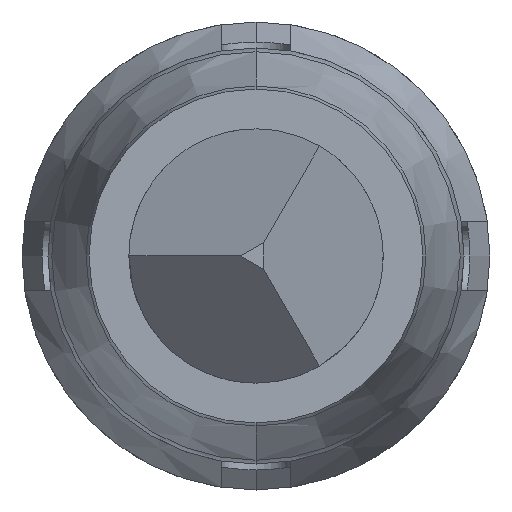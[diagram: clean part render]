
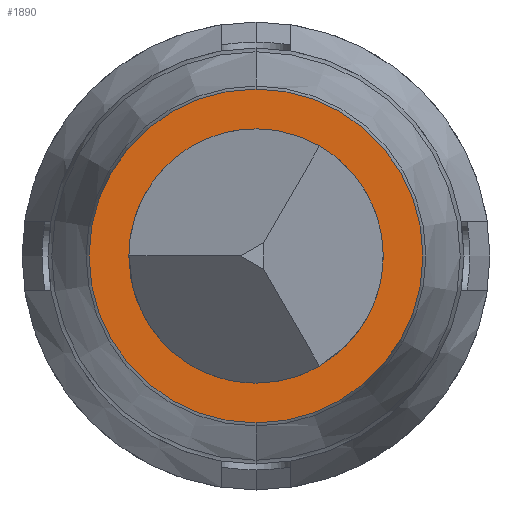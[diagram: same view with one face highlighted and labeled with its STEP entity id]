
A CAD part, front view. The second image highlights one B-rep face of the part: STEP entity #1890.
In plain terms, the highlighted planar face has unit normal (0, -1, 0).
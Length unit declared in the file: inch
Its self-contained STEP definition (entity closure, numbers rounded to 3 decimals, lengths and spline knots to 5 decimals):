
#28 = CARTESIAN_POINT ( 'NONE',  ( 0., 0.15, 0. ) ) ;
#225 = CARTESIAN_POINT ( 'NONE',  ( 0., 0.15, 0. ) ) ;
#415 = EDGE_LOOP ( 'NONE', ( #3616, #1924 ) ) ;
#461 = CIRCLE ( 'NONE', #1601, 0.01445 ) ;
#523 = EDGE_LOOP ( 'NONE', ( #1100, #1722 ) ) ;
#545 = CIRCLE ( 'NONE', #2806, 0.01445 ) ;
#1053 = DIRECTION ( 'NONE',  ( 0., 0., 1. ) ) ;
#1064 = FACE_OUTER_BOUND ( 'NONE', #523, .T. ) ;
#1069 = FACE_BOUND ( 'NONE', #415, .T. ) ;
#1100 = ORIENTED_EDGE ( 'NONE', *, *, #1979, .F. ) ;
#1134 = VERTEX_POINT ( 'NONE', #4269 ) ;
#1540 = AXIS2_PLACEMENT_3D ( 'NONE', #225, #1628, #1608 ) ;
#1552 = EDGE_CURVE ( 'NONE', #2138, #3124, #545, .T. ) ;
#1601 = AXIS2_PLACEMENT_3D ( 'NONE', #3669, #3653, #3631 ) ;
#1608 = DIRECTION ( 'NONE',  ( 0., 0., 1. ) ) ;
#1628 = DIRECTION ( 'NONE',  ( 0., 1., 0. ) ) ;
#1689 = DIRECTION ( 'NONE',  ( 0., 0., -1. ) ) ;
#1706 = DIRECTION ( 'NONE',  ( 0., -1., 0. ) ) ;
#1721 = CARTESIAN_POINT ( 'NONE',  ( -0.01445, 0.15, 0. ) ) ;
#1722 = ORIENTED_EDGE ( 'NONE', *, *, #1552, .F. ) ;
#1782 = DIRECTION ( 'NONE',  ( 0., 1., 0. ) ) ;
#1890 = ADVANCED_FACE ( 'NONE', ( #1069, #1064 ), #2347, .T. ) ;
#1897 = AXIS2_PLACEMENT_3D ( 'NONE', #1721, #1706, #1689 ) ;
#1924 = ORIENTED_EDGE ( 'NONE', *, *, #2593, .T. ) ;
#1962 = CIRCLE ( 'NONE', #1540, 0.011 ) ;
#1979 = EDGE_CURVE ( 'NONE', #3124, #2138, #461, .T. ) ;
#2033 = CARTESIAN_POINT ( 'NONE',  ( 0., 0.15, -0.01445 ) ) ;
#2129 = EDGE_CURVE ( 'NONE', #1134, #3635, #1962, .T. ) ;
#2138 = VERTEX_POINT ( 'NONE', #2033 ) ;
#2347 = PLANE ( 'NONE',  #1897 ) ;
#2593 = EDGE_CURVE ( 'NONE', #3635, #1134, #3363, .T. ) ;
#2806 = AXIS2_PLACEMENT_3D ( 'NONE', #3438, #3424, #3414 ) ;
#3124 = VERTEX_POINT ( 'NONE', #3840 ) ;
#3363 = CIRCLE ( 'NONE', #4257, 0.011 ) ;
#3414 = DIRECTION ( 'NONE',  ( 0., 0., 1. ) ) ;
#3424 = DIRECTION ( 'NONE',  ( 0., 1., 0. ) ) ;
#3438 = CARTESIAN_POINT ( 'NONE',  ( 0., 0.15, 0. ) ) ;
#3616 = ORIENTED_EDGE ( 'NONE', *, *, #2129, .T. ) ;
#3631 = DIRECTION ( 'NONE',  ( 0., 0., 1. ) ) ;
#3635 = VERTEX_POINT ( 'NONE', #4040 ) ;
#3653 = DIRECTION ( 'NONE',  ( 0., 1., 0. ) ) ;
#3669 = CARTESIAN_POINT ( 'NONE',  ( 0., 0.15, 0. ) ) ;
#3840 = CARTESIAN_POINT ( 'NONE',  ( 0., 0.15, 0.01445 ) ) ;
#4040 = CARTESIAN_POINT ( 'NONE',  ( 0., 0.15, -0.011 ) ) ;
#4257 = AXIS2_PLACEMENT_3D ( 'NONE', #28, #1782, #1053 ) ;
#4269 = CARTESIAN_POINT ( 'NONE',  ( 0., 0.15, 0.011 ) ) ;
